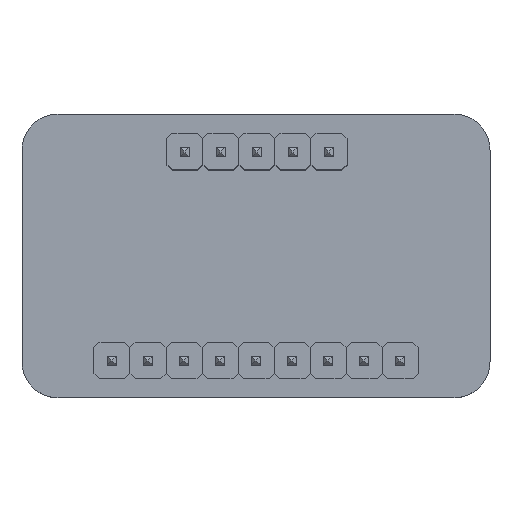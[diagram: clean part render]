
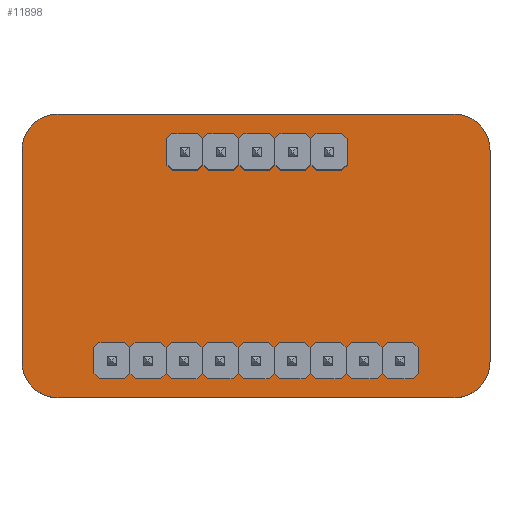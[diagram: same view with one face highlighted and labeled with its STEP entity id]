
A CAD part, top view. The second image highlights one B-rep face of the part: STEP entity #11898.
In plain terms, the highlighted planar face has unit normal (0, 0, 1).
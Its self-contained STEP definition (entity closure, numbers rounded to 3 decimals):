
#179 = CIRCLE ( 'NONE', #10924, 2.54 ) ;
#312 = ORIENTED_EDGE ( 'NONE', *, *, #1420, .T. ) ;
#423 = EDGE_CURVE ( 'NONE', #5888, #2690, #5367, .T. ) ;
#469 = DIRECTION ( 'NONE',  ( 0., 0., 1. ) ) ;
#641 = DIRECTION ( 'NONE',  ( 0., 0., 1. ) ) ;
#1231 = ORIENTED_EDGE ( 'NONE', *, *, #423, .T. ) ;
#1420 = EDGE_CURVE ( 'NONE', #2690, #4252, #13072, .T. ) ;
#1821 = CARTESIAN_POINT ( 'NONE',  ( 13.96, -7.46, 1.587 ) ) ;
#2414 = LINE ( 'NONE', #13182, #10503 ) ;
#2473 = DIRECTION ( 'NONE',  ( 1., 0., 0. ) ) ;
#2690 = VERTEX_POINT ( 'NONE', #11241 ) ;
#3064 = DIRECTION ( 'NONE',  ( 0., 1., 0. ) ) ;
#3106 = CARTESIAN_POINT ( 'NONE',  ( -16.5, 7.46, 1.587 ) ) ;
#3170 = AXIS2_PLACEMENT_3D ( 'NONE', #6929, #11331, #12693 ) ;
#3213 = LINE ( 'NONE', #12212, #11416 ) ;
#3491 = AXIS2_PLACEMENT_3D ( 'NONE', #8936, #11380, #9992 ) ;
#3879 = CIRCLE ( 'NONE', #8353, 2.54 ) ;
#3962 = CIRCLE ( 'NONE', #3170, 2.54 ) ;
#4165 = AXIS2_PLACEMENT_3D ( 'NONE', #11972, #469, #11668 ) ;
#4252 = VERTEX_POINT ( 'NONE', #11456 ) ;
#4788 = DIRECTION ( 'NONE',  ( 0., -1., 0. ) ) ;
#4870 = ORIENTED_EDGE ( 'NONE', *, *, #4964, .T. ) ;
#4964 = EDGE_CURVE ( 'NONE', #13404, #12326, #9160, .T. ) ;
#4991 = ORIENTED_EDGE ( 'NONE', *, *, #11395, .T. ) ;
#5286 = VECTOR ( 'NONE', #3064, 1000. ) ;
#5367 = CIRCLE ( 'NONE', #4165, 2.54 ) ;
#5469 = EDGE_CURVE ( 'NONE', #13720, #9392, #2414, .T. ) ;
#5613 = CARTESIAN_POINT ( 'NONE',  ( 16.5, -7.46, 1.587 ) ) ;
#5848 = DIRECTION ( 'NONE',  ( 1., 0., 0. ) ) ;
#5888 = VERTEX_POINT ( 'NONE', #13648 ) ;
#5916 = CARTESIAN_POINT ( 'NONE',  ( 13.96, -10., 1.587 ) ) ;
#5940 = EDGE_LOOP ( 'NONE', ( #1231, #312, #9442, #4870, #4991, #6882, #13741, #12363 ) ) ;
#6882 = ORIENTED_EDGE ( 'NONE', *, *, #5469, .T. ) ;
#6929 = CARTESIAN_POINT ( 'NONE',  ( -13.96, 7.46, 1.587 ) ) ;
#7402 = CARTESIAN_POINT ( 'NONE',  ( 16.5, -7.46, 1.587 ) ) ;
#7407 = EDGE_CURVE ( 'NONE', #8721, #5888, #3213, .T. ) ;
#8353 = AXIS2_PLACEMENT_3D ( 'NONE', #1821, #641, #11647 ) ;
#8721 = VERTEX_POINT ( 'NONE', #3106 ) ;
#8936 = CARTESIAN_POINT ( 'NONE',  ( -13.96, -7.46, 1.587 ) ) ;
#8997 = PLANE ( 'NONE',  #3491 ) ;
#9160 = LINE ( 'NONE', #7402, #5286 ) ;
#9392 = VERTEX_POINT ( 'NONE', #13150 ) ;
#9442 = ORIENTED_EDGE ( 'NONE', *, *, #11529, .T. ) ;
#9992 = DIRECTION ( 'NONE',  ( -1., 0., 0. ) ) ;
#10170 = CARTESIAN_POINT ( 'NONE',  ( 16.5, 7.46, 1.587 ) ) ;
#10202 = DIRECTION ( 'NONE',  ( 0., 0., 1. ) ) ;
#10503 = VECTOR ( 'NONE', #11932, 1000. ) ;
#10924 = AXIS2_PLACEMENT_3D ( 'NONE', #11437, #10202, #2473 ) ;
#11241 = CARTESIAN_POINT ( 'NONE',  ( -13.96, -10., 1.587 ) ) ;
#11331 = DIRECTION ( 'NONE',  ( 0., 0., 1. ) ) ;
#11380 = DIRECTION ( 'NONE',  ( 0., 0., -1. ) ) ;
#11395 = EDGE_CURVE ( 'NONE', #12326, #13720, #179, .T. ) ;
#11416 = VECTOR ( 'NONE', #4788, 1000. ) ;
#11437 = CARTESIAN_POINT ( 'NONE',  ( 13.96, 7.46, 1.587 ) ) ;
#11456 = CARTESIAN_POINT ( 'NONE',  ( 13.96, -10., 1.587 ) ) ;
#11529 = EDGE_CURVE ( 'NONE', #4252, #13404, #3879, .T. ) ;
#11647 = DIRECTION ( 'NONE',  ( 1., 0., 0. ) ) ;
#11668 = DIRECTION ( 'NONE',  ( -1., 0., 0. ) ) ;
#11898 = ADVANCED_FACE ( 'NONE', ( #12643 ), #8997, .F. ) ;
#11932 = DIRECTION ( 'NONE',  ( -1., 0., 0. ) ) ;
#11972 = CARTESIAN_POINT ( 'NONE',  ( -13.96, -7.46, 1.587 ) ) ;
#12212 = CARTESIAN_POINT ( 'NONE',  ( -16.5, -7.46, 1.587 ) ) ;
#12326 = VERTEX_POINT ( 'NONE', #10170 ) ;
#12363 = ORIENTED_EDGE ( 'NONE', *, *, #7407, .T. ) ;
#12643 = FACE_OUTER_BOUND ( 'NONE', #5940, .T. ) ;
#12693 = DIRECTION ( 'NONE',  ( 1., 0., 0. ) ) ;
#13072 = LINE ( 'NONE', #5916, #13412 ) ;
#13150 = CARTESIAN_POINT ( 'NONE',  ( -13.96, 10., 1.587 ) ) ;
#13182 = CARTESIAN_POINT ( 'NONE',  ( 13.96, 10., 1.587 ) ) ;
#13404 = VERTEX_POINT ( 'NONE', #5613 ) ;
#13412 = VECTOR ( 'NONE', #5848, 1000. ) ;
#13648 = CARTESIAN_POINT ( 'NONE',  ( -16.5, -7.46, 1.587 ) ) ;
#13716 = EDGE_CURVE ( 'NONE', #9392, #8721, #3962, .T. ) ;
#13720 = VERTEX_POINT ( 'NONE', #13855 ) ;
#13741 = ORIENTED_EDGE ( 'NONE', *, *, #13716, .T. ) ;
#13855 = CARTESIAN_POINT ( 'NONE',  ( 13.96, 10., 1.587 ) ) ;
